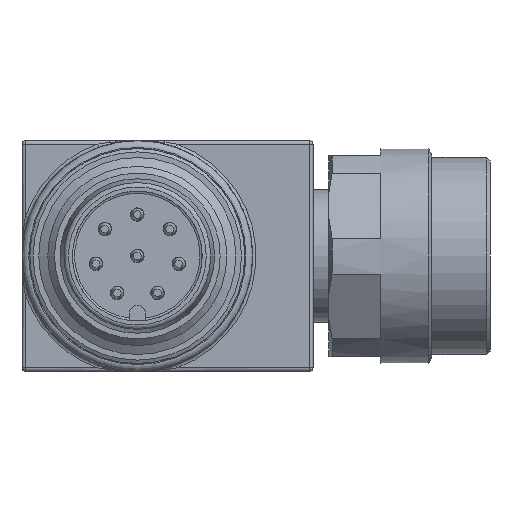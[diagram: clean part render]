
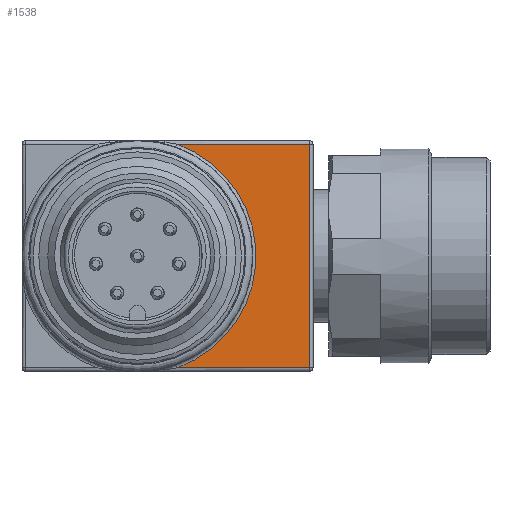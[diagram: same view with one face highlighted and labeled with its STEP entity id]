
A CAD part, left-side view. The second image highlights one B-rep face of the part: STEP entity #1538.
In plain terms, the highlighted planar face has unit normal (-1, 0, 0).
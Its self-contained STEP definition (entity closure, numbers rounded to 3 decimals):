
#341=FACE_OUTER_BOUND('',#2388,.T.);
#768=LINE('',#10730,#1090);
#769=LINE('',#10735,#1091);
#770=LINE('',#10737,#1092);
#1090=VECTOR('',#8386,1.);
#1091=VECTOR('',#8389,1.);
#1092=VECTOR('',#8390,1.);
#1371=PLANE('',#7112);
#1538=ADVANCED_FACE('',(#341),#1371,.F.);
#2388=EDGE_LOOP('',(#3230,#3231,#3232,#3233));
#3230=ORIENTED_EDGE('',*,*,#5663,.T.);
#3231=ORIENTED_EDGE('',*,*,#5664,.T.);
#3232=ORIENTED_EDGE('',*,*,#5665,.T.);
#3233=ORIENTED_EDGE('',*,*,#5666,.T.);
#4996=VERTEX_POINT('',#10731);
#4997=VERTEX_POINT('',#10732);
#4998=VERTEX_POINT('',#10734);
#4999=VERTEX_POINT('',#10736);
#5663=EDGE_CURVE('',#4996,#4997,#768,.T.);
#5664=EDGE_CURVE('',#4997,#4998,#6495,.T.);
#5665=EDGE_CURVE('',#4998,#4999,#769,.T.);
#5666=EDGE_CURVE('',#4999,#4996,#770,.T.);
#6495=CIRCLE('',#7111,5.3);
#7111=AXIS2_PLACEMENT_3D('',#10733,#8387,#8388);
#7112=AXIS2_PLACEMENT_3D('',#10738,#8391,#8392);
#8386=DIRECTION('',(0.,1.,0.));
#8387=DIRECTION('',(1.,0.,0.));
#8388=DIRECTION('',(0.,1.,0.));
#8389=DIRECTION('',(0.,-1.,0.));
#8390=DIRECTION('',(0.,0.,1.));
#8391=DIRECTION('',(1.,0.,0.));
#8392=DIRECTION('',(0.,-1.,0.));
#10730=CARTESIAN_POINT('',(-20.297,-121.804,54.234));
#10731=CARTESIAN_POINT('',(-20.297,-121.654,54.234));
#10732=CARTESIAN_POINT('',(-20.297,-115.711,54.234));
#10733=CARTESIAN_POINT('',(-20.297,-113.954,49.234));
#10734=CARTESIAN_POINT('',(-20.297,-115.711,44.234));
#10735=CARTESIAN_POINT('',(-20.297,-121.804,44.234));
#10736=CARTESIAN_POINT('',(-20.297,-121.654,44.234));
#10737=CARTESIAN_POINT('',(-20.297,-121.654,54.384));
#10738=CARTESIAN_POINT('',(-20.297,-121.804,54.384));
